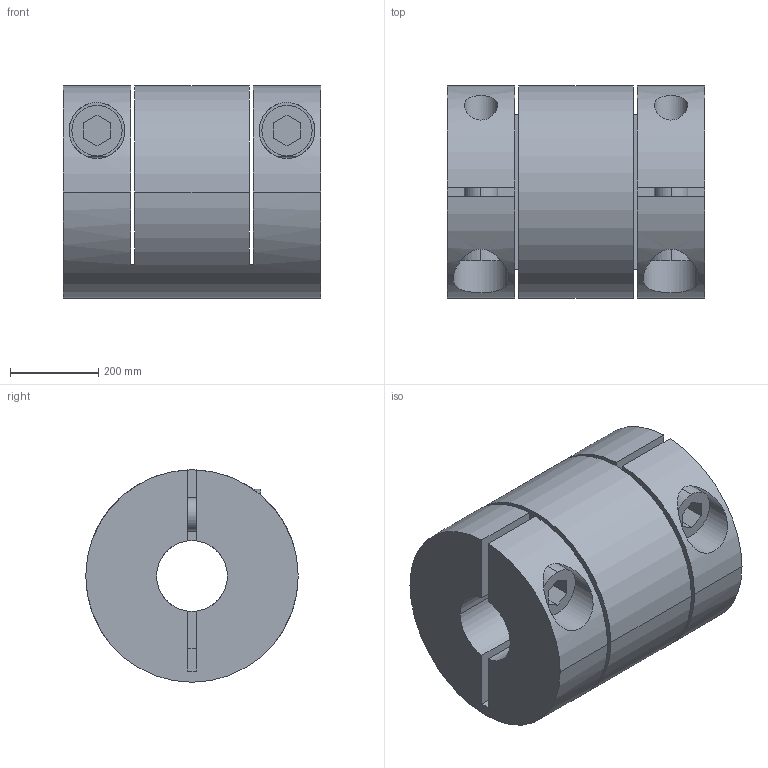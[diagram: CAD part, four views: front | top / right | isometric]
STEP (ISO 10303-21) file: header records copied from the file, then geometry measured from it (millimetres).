
FILE_DESCRIPTION((''),'2;1');
FILE_NAME('shaftcoupling.stp','2002-01-13T19:05:53',('Administrator'),(''),'Autodesk Inventor (tm) 3.0','Autodesk Inventor (tm) 3.0','');
FILE_SCHEMA(('CONFIG_CONTROL_DESIGN'));
Length unit declared in the file: inch
Products named in the file (4): shaftcoupling; shaftcoupling1; shaftcoupling2; shaftcoupling3
Assembly tree (3 placements, depth 2):
  shaftcoupling
    shaftcoupling1
    shaftcoupling2
    shaftcoupling3
Bounding box: 584.2 x 482.6 x 482.6 mm (x, y, z)
Volume: 87139487.3 mm3; surface area: 2576534.9 mm2
Topology: 3 solids, 3 shells, 74 faces, 198 edges, 132 vertices
Faces by surface type: plane 42, cylinder 32
Entity records: 3095 total; most frequent: CARTESIAN_POINT 681, DIRECTION 412, ORIENTED_EDGE 396, EDGE_CURVE 198, AXIS2_PLACEMENT_3D 147, VERTEX_POINT 132, VECTOR 118, LINE 118
